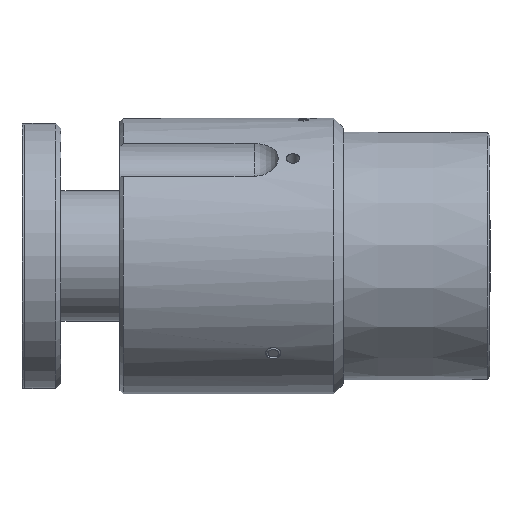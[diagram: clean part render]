
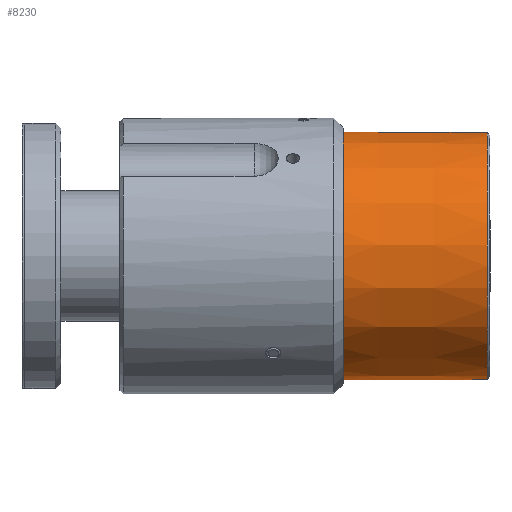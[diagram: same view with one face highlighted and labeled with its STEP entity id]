
A CAD part, top view. The second image highlights one B-rep face of the part: STEP entity #8230.
In plain terms, the highlighted conical face has half-angle 0.164 degrees and reference radius 37.925 mm.
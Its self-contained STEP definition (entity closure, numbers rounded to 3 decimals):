
#25=CONICAL_SURFACE('',#8978,37.925,0.003);
#938=LINE('',#42635,#1401);
#939=LINE('',#42657,#1402);
#1401=VECTOR('',#10829,37.925);
#1402=VECTOR('',#10830,37.925);
#1828=CIRCLE('',#8975,37.995);
#1830=CIRCLE('',#8977,37.995);
#1831=CIRCLE('',#8979,37.852);
#1832=CIRCLE('',#8980,37.852);
#2434=FACE_OUTER_BOUND('',#2979,.T.);
#2979=EDGE_LOOP('',(#7373,#7374,#7375,#7376,#7377,#7378,#7379,#7380,#7381,
#7382,#7383));
#3287=B_SPLINE_CURVE_WITH_KNOTS('',3,(#42637,#42638,#42639,#42640,#42641,
#42642,#42643,#42644,#42645,#42646,#42647,#42648,#42649,#42650,#42651,#42652,
#42653,#42654,#42655),.UNSPECIFIED.,.F.,.F.,(4,2,2,2,3,2,2,2,4),(4.52,
4.903,5.285,5.657,6.028,6.388,
6.748,7.141,7.534),.UNSPECIFIED.);
#3288=B_SPLINE_CURVE_WITH_KNOTS('',3,(#42662,#42663,#42664,#42665,#42666,
#42667,#42668,#42669,#42670,#42671),.UNSPECIFIED.,.F.,.F.,(4,2,2,2,4),(7.534,
7.927,8.321,8.681,9.04),
 .UNSPECIFIED.);
#3289=B_SPLINE_CURVE_WITH_KNOTS('',3,(#42672,#42673,#42674,#42675,#42676,
#42677,#42678,#42679,#42680,#42681),.UNSPECIFIED.,.F.,.F.,(4,2,2,2,4),(3.012,
3.384,3.755,4.138,4.52),
 .UNSPECIFIED.);
#4021=VERTEX_POINT('',#42626);
#4022=VERTEX_POINT('',#42627);
#4024=VERTEX_POINT('',#42634);
#4025=VERTEX_POINT('',#42636);
#4026=VERTEX_POINT('',#42656);
#4027=VERTEX_POINT('',#42658);
#4028=VERTEX_POINT('',#42661);
#5171=EDGE_CURVE('',#4021,#4022,#1828,.T.);
#5174=EDGE_CURVE('',#4022,#4021,#1830,.T.);
#5175=EDGE_CURVE('',#4021,#4024,#938,.T.);
#5176=EDGE_CURVE('',#4024,#4025,#3287,.T.);
#5177=EDGE_CURVE('',#4025,#4026,#939,.T.);
#5178=EDGE_CURVE('',#4027,#4026,#1831,.T.);
#5179=EDGE_CURVE('',#4026,#4027,#1832,.T.);
#5180=EDGE_CURVE('',#4025,#4028,#3288,.T.);
#5181=EDGE_CURVE('',#4028,#4024,#3289,.T.);
#7373=ORIENTED_EDGE('',*,*,#5171,.F.);
#7374=ORIENTED_EDGE('',*,*,#5175,.T.);
#7375=ORIENTED_EDGE('',*,*,#5176,.T.);
#7376=ORIENTED_EDGE('',*,*,#5177,.T.);
#7377=ORIENTED_EDGE('',*,*,#5178,.F.);
#7378=ORIENTED_EDGE('',*,*,#5179,.F.);
#7379=ORIENTED_EDGE('',*,*,#5177,.F.);
#7380=ORIENTED_EDGE('',*,*,#5180,.T.);
#7381=ORIENTED_EDGE('',*,*,#5181,.T.);
#7382=ORIENTED_EDGE('',*,*,#5175,.F.);
#7383=ORIENTED_EDGE('',*,*,#5174,.F.);
#8230=ADVANCED_FACE('',(#2434),#25,.T.);
#8975=AXIS2_PLACEMENT_3D('',#42628,#10820,#10821);
#8977=AXIS2_PLACEMENT_3D('',#42632,#10825,#10826);
#8978=AXIS2_PLACEMENT_3D('',#42633,#10827,#10828);
#8979=AXIS2_PLACEMENT_3D('',#42659,#10831,#10832);
#8980=AXIS2_PLACEMENT_3D('',#42660,#10833,#10834);
#10820=DIRECTION('center_axis',(-1.,0.,0.));
#10821=DIRECTION('ref_axis',(0.,-0.707,-0.707));
#10825=DIRECTION('center_axis',(-1.,0.,0.));
#10826=DIRECTION('ref_axis',(0.,-0.707,-0.707));
#10827=DIRECTION('center_axis',(-1.,0.,0.));
#10828=DIRECTION('ref_axis',(0.,0.707,0.707));
#10829=DIRECTION('',(1.,0.002,0.002));
#10830=DIRECTION('',(1.,0.002,0.002));
#10831=DIRECTION('center_axis',(1.,0.,0.));
#10832=DIRECTION('ref_axis',(0.,-0.707,-0.707));
#10833=DIRECTION('center_axis',(1.,0.,0.));
#10834=DIRECTION('ref_axis',(0.,-0.707,-0.707));
#42626=CARTESIAN_POINT('',(62.25,-26.867,-26.867));
#42627=CARTESIAN_POINT('',(62.25,26.867,26.867));
#42628=CARTESIAN_POINT('Origin',(62.25,0.,
0.));
#42632=CARTESIAN_POINT('Origin',(62.25,0.,
0.));
#42633=CARTESIAN_POINT('Origin',(86.85,0.,
0.));
#42634=CARTESIAN_POINT('',(74.081,-26.843,-26.843));
#42635=CARTESIAN_POINT('',(86.85,-26.817,-26.817));
#42636=CARTESIAN_POINT('',(95.159,-26.8,-26.8));
#42637=CARTESIAN_POINT('Ctrl Pts',(74.081,-26.843,-26.843));
#42638=CARTESIAN_POINT('Ctrl Pts',(74.081,-27.745,-25.941));
#42639=CARTESIAN_POINT('Ctrl Pts',(74.395,-28.636,-24.948));
#42640=CARTESIAN_POINT('Ctrl Pts',(75.595,-30.151,-23.09));
#42641=CARTESIAN_POINT('Ctrl Pts',(76.48,-30.777,-22.226));
#42642=CARTESIAN_POINT('Ctrl Pts',(78.405,-31.691,-20.892));
#42643=CARTESIAN_POINT('Ctrl Pts',(79.568,-32.05,-20.32));
#42644=CARTESIAN_POINT('Ctrl Pts',(82.062,-32.512,-19.558));
#42645=CARTESIAN_POINT('Ctrl Pts',(83.393,-32.616,-19.371));
#42646=CARTESIAN_POINT('Ctrl Pts',(84.631,-32.613,-19.369));
#42647=CARTESIAN_POINT('Ctrl Pts',(85.83,-32.61,-19.368));
#42648=CARTESIAN_POINT('Ctrl Pts',(87.121,-32.506,-19.54));
#42649=CARTESIAN_POINT('Ctrl Pts',(89.55,-32.059,-20.251));
#42650=CARTESIAN_POINT('Ctrl Pts',(90.688,-31.715,-20.789));
#42651=CARTESIAN_POINT('Ctrl Pts',(92.643,-30.821,-22.085));
#42652=CARTESIAN_POINT('Ctrl Pts',(93.569,-30.185,-22.96));
#42653=CARTESIAN_POINT('Ctrl Pts',(94.828,-28.64,-24.856));
#42654=CARTESIAN_POINT('Ctrl Pts',(95.159,-27.727,-25.873));
#42655=CARTESIAN_POINT('Ctrl Pts',(95.159,-26.8,-26.8));
#42656=CARTESIAN_POINT('',(112.25,-26.766,-26.766));
#42657=CARTESIAN_POINT('',(86.85,-26.817,-26.817));
#42658=CARTESIAN_POINT('',(112.25,26.766,26.766));
#42659=CARTESIAN_POINT('Origin',(112.25,0.,
0.));
#42660=CARTESIAN_POINT('Origin',(112.25,0.,
0.));
#42661=CARTESIAN_POINT('',(84.631,-19.369,-32.613));
#42662=CARTESIAN_POINT('Ctrl Pts',(95.159,-26.8,-26.8));
#42663=CARTESIAN_POINT('Ctrl Pts',(95.159,-25.873,-27.727));
#42664=CARTESIAN_POINT('Ctrl Pts',(94.828,-24.856,-28.64));
#42665=CARTESIAN_POINT('Ctrl Pts',(93.569,-22.96,-30.185));
#42666=CARTESIAN_POINT('Ctrl Pts',(92.643,-22.085,-30.821));
#42667=CARTESIAN_POINT('Ctrl Pts',(90.688,-20.789,-31.715));
#42668=CARTESIAN_POINT('Ctrl Pts',(89.55,-20.251,-32.059));
#42669=CARTESIAN_POINT('Ctrl Pts',(87.121,-19.54,-32.506));
#42670=CARTESIAN_POINT('Ctrl Pts',(85.83,-19.368,-32.61));
#42671=CARTESIAN_POINT('Ctrl Pts',(84.631,-19.369,-32.613));
#42672=CARTESIAN_POINT('Ctrl Pts',(84.631,-19.369,-32.613));
#42673=CARTESIAN_POINT('Ctrl Pts',(83.393,-19.371,-32.616));
#42674=CARTESIAN_POINT('Ctrl Pts',(82.062,-19.558,-32.512));
#42675=CARTESIAN_POINT('Ctrl Pts',(79.568,-20.32,-32.05));
#42676=CARTESIAN_POINT('Ctrl Pts',(78.405,-20.892,-31.691));
#42677=CARTESIAN_POINT('Ctrl Pts',(76.48,-22.226,-30.777));
#42678=CARTESIAN_POINT('Ctrl Pts',(75.595,-23.09,-30.151));
#42679=CARTESIAN_POINT('Ctrl Pts',(74.395,-24.948,-28.636));
#42680=CARTESIAN_POINT('Ctrl Pts',(74.081,-25.941,-27.745));
#42681=CARTESIAN_POINT('Ctrl Pts',(74.081,-26.843,-26.843));
